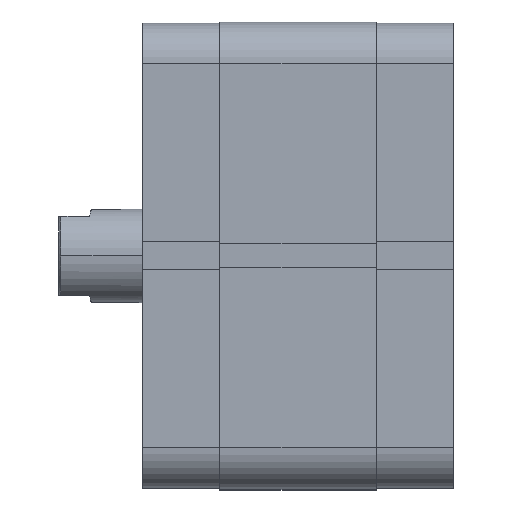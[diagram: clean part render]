
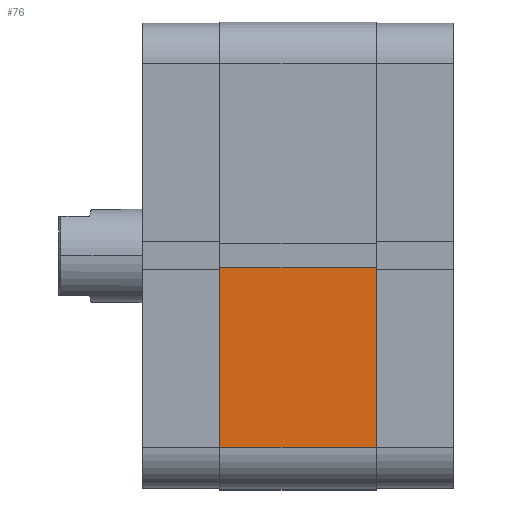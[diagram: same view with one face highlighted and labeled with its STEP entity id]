
A CAD part, top view. The second image highlights one B-rep face of the part: STEP entity #76.
In plain terms, the highlighted face is planar.
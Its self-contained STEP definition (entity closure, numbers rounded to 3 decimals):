
#76 = ADVANCED_FACE ( 'NONE', ( #3358 ), #4073, .F. ) ;
#684 = LINE ( 'NONE', #1795, #688 ) ;
#686 = LINE ( 'NONE', #1797, #690 ) ;
#688 = VECTOR ( 'NONE', #1798, 1000. ) ;
#690 = VECTOR ( 'NONE', #1800, 1000. ) ;
#782 = LINE ( 'NONE', #1904, #783 ) ;
#783 = VECTOR ( 'NONE', #1905, 1000. ) ;
#1573 = CARTESIAN_POINT ( 'NONE',  ( 41., 50., 0. ) ) ;
#1604 = CARTESIAN_POINT ( 'NONE',  ( 41., 50., 33.5 ) ) ;
#1606 = CARTESIAN_POINT ( 'NONE',  ( 2.6, 50., 33.5 ) ) ;
#1616 = CARTESIAN_POINT ( 'NONE',  ( 2.6, 50., 0. ) ) ;
#1795 = CARTESIAN_POINT ( 'NONE',  ( 2.6, 50., 33.5 ) ) ;
#1797 = CARTESIAN_POINT ( 'NONE',  ( 41., 50., 33.5 ) ) ;
#1798 = DIRECTION ( 'NONE',  ( 0., 0., -1. ) ) ;
#1800 = DIRECTION ( 'NONE',  ( 0., 0., -1. ) ) ;
#1904 = CARTESIAN_POINT ( 'NONE',  ( 2.6, 50., 0. ) ) ;
#1905 = DIRECTION ( 'NONE',  ( -1., 0., 0. ) ) ;
#2621 = CARTESIAN_POINT ( 'NONE',  ( 2.6, 50., 33.5 ) ) ;
#2622 = DIRECTION ( 'NONE',  ( -1., 0., 0. ) ) ;
#3358 = FACE_OUTER_BOUND ( 'NONE', #5682, .T. ) ;
#3711 = VERTEX_POINT ( 'NONE', #1573 ) ;
#3742 = VERTEX_POINT ( 'NONE', #1604 ) ;
#3744 = VERTEX_POINT ( 'NONE', #1606 ) ;
#3754 = VERTEX_POINT ( 'NONE', #1616 ) ;
#4064 = CARTESIAN_POINT ( 'NONE',  ( 2.6, 50., 33.5 ) ) ;
#4073 = PLANE ( 'NONE',  #6340 ) ;
#4081 = DIRECTION ( 'NONE',  ( 0., -1., 0. ) ) ;
#4082 = DIRECTION ( 'NONE',  ( 1., 0., 0. ) ) ;
#4719 = LINE ( 'NONE', #2621, #4720 ) ;
#4720 = VECTOR ( 'NONE', #2622, 1000. ) ;
#5236 = ORIENTED_EDGE ( 'NONE', *, *, #5824, .T. ) ;
#5237 = ORIENTED_EDGE ( 'NONE', *, *, #6192, .F. ) ;
#5238 = ORIENTED_EDGE ( 'NONE', *, *, #5822, .F. ) ;
#5239 = ORIENTED_EDGE ( 'NONE', *, *, #5886, .T. ) ;
#5682 = EDGE_LOOP ( 'NONE', ( #5239, #5238, #5237, #5236 ) ) ;
#5822 = EDGE_CURVE ( 'NONE', #3744, #3754, #684, .T. ) ;
#5824 = EDGE_CURVE ( 'NONE', #3742, #3711, #686, .T. ) ;
#5886 = EDGE_CURVE ( 'NONE', #3711, #3754, #782, .T. ) ;
#6192 = EDGE_CURVE ( 'NONE', #3742, #3744, #4719, .T. ) ;
#6340 = AXIS2_PLACEMENT_3D ( 'NONE', #4064, #4081, #4082 ) ;
